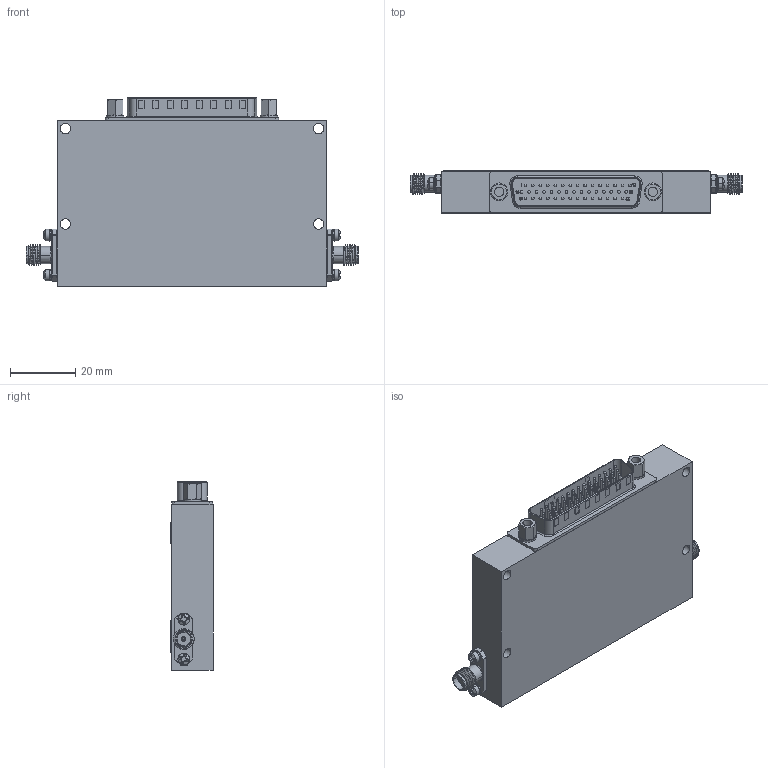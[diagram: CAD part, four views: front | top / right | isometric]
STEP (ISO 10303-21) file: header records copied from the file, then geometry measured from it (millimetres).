
FILE_DESCRIPTION (( 'STEP AP214' ), '1' );
FILE_NAME ('DTA-812-BA-80-14B-SFF OPT10D27.STEP', '2021-11-18T21:38:48', ( '' ), ( '' ), 'SwSTEP 2.0', 'SolidWorks 2021', '' );
FILE_SCHEMA (( 'AUTOMOTIVE_DESIGN' ));
Length unit declared in the file: inch
Products named in the file (1): DTA-812-BA-80-14B-SFF OPT10D27
Bounding box: 101.6 x 12.88 x 57.67 mm (x, y, z)
Volume: 57438.4 mm3; surface area: 27123.1 mm2
Topology: 162 solids, 162 shells, 3692 faces, 9279 edges, 5978 vertices
Faces by surface type: plane 1916, bspline 935, cylinder 653, torus 80, cone 68, sphere 40
Entity records: 200069 total; most frequent: CARTESIAN_POINT 67399, ORIENTED_EDGE 18302, DIRECTION 14278, EDGE_CURVE 9151, VERTEX_POINT 5978, LINE 5654, VECTOR 5654, AXIS2_PLACEMENT_3D 4312
